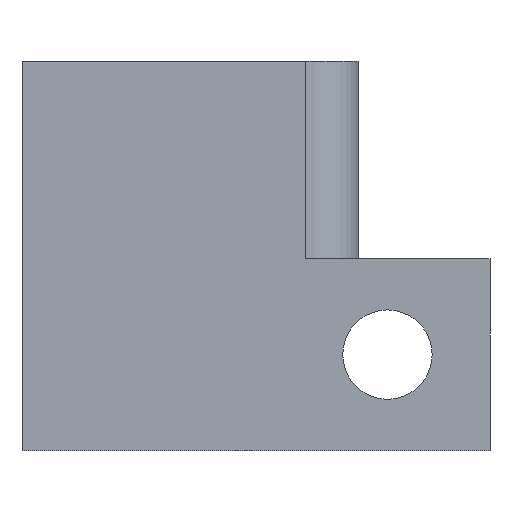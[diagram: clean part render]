
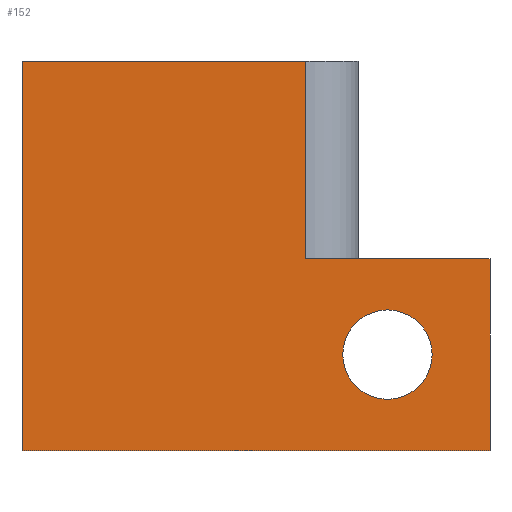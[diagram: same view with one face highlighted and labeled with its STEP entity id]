
A CAD part, left-side view. The second image highlights one B-rep face of the part: STEP entity #152.
In plain terms, the highlighted planar face has unit normal (-1, 0, 0).
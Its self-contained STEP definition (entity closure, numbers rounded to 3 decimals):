
#7 = DIRECTION ( 'NONE',  ( 0., 0., 1. ) ) ;
#8 = EDGE_CURVE ( 'NONE', #372, #188, #35, .T. ) ;
#12 = EDGE_CURVE ( 'NONE', #196, #178, #424, .T. ) ;
#13 = FACE_OUTER_BOUND ( 'NONE', #225, .T. ) ;
#18 = EDGE_LOOP ( 'NONE', ( #166, #299 ) ) ;
#34 = LINE ( 'NONE', #169, #71 ) ;
#35 = LINE ( 'NONE', #278, #95 ) ;
#37 = DIRECTION ( 'NONE',  ( 1., 0., 0. ) ) ;
#41 = CARTESIAN_POINT ( 'NONE',  ( 0., 0.1, 7.4 ) ) ;
#42 = FACE_BOUND ( 'NONE', #18, .T. ) ;
#43 = EDGE_CURVE ( 'NONE', #435, #188, #305, .T. ) ;
#47 = DIRECTION ( 'NONE',  ( 0., 0., -1. ) ) ;
#51 = LINE ( 'NONE', #91, #282 ) ;
#71 = VECTOR ( 'NONE', #443, 1000. ) ;
#75 = ORIENTED_EDGE ( 'NONE', *, *, #273, .F. ) ;
#80 = AXIS2_PLACEMENT_3D ( 'NONE', #244, #379, #47 ) ;
#83 = DIRECTION ( 'NONE',  ( 1., 0., 0. ) ) ;
#91 = CARTESIAN_POINT ( 'NONE',  ( 0., -4.9, 0.1 ) ) ;
#94 = ORIENTED_EDGE ( 'NONE', *, *, #410, .F. ) ;
#95 = VECTOR ( 'NONE', #7, 1000. ) ;
#99 = DIRECTION ( 'NONE',  ( 0., 0., 1. ) ) ;
#105 = ORIENTED_EDGE ( 'NONE', *, *, #416, .F. ) ;
#111 = CIRCLE ( 'NONE', #364, 1.7 ) ;
#112 = CARTESIAN_POINT ( 'NONE',  ( 0., -1., 2.05 ) ) ;
#136 = DIRECTION ( 'NONE',  ( 0., -1., 0. ) ) ;
#145 = PLANE ( 'NONE',  #80 ) ;
#147 = EDGE_CURVE ( 'NONE', #372, #397, #420, .T. ) ;
#152 = ADVANCED_FACE ( 'NONE', ( #42, #13 ), #145, .F. ) ;
#160 = VERTEX_POINT ( 'NONE', #348 ) ;
#166 = ORIENTED_EDGE ( 'NONE', *, *, #337, .T. ) ;
#169 = CARTESIAN_POINT ( 'NONE',  ( 0., -4.9, 7.4 ) ) ;
#178 = VERTEX_POINT ( 'NONE', #112 ) ;
#179 = CARTESIAN_POINT ( 'NONE',  ( 0., 2.1, 14.9 ) ) ;
#187 = CARTESIAN_POINT ( 'NONE',  ( 0., -1., 5.45 ) ) ;
#188 = VERTEX_POINT ( 'NONE', #179 ) ;
#196 = VERTEX_POINT ( 'NONE', #187 ) ;
#208 = ORIENTED_EDGE ( 'NONE', *, *, #8, .T. ) ;
#219 = DIRECTION ( 'NONE',  ( 0., 0., -1. ) ) ;
#225 = EDGE_LOOP ( 'NONE', ( #444, #208, #262, #94, #75, #105 ) ) ;
#227 = DIRECTION ( 'NONE',  ( 0., 1., 0. ) ) ;
#231 = VECTOR ( 'NONE', #425, 1000. ) ;
#236 = DIRECTION ( 'NONE',  ( 0., 0., -1. ) ) ;
#242 = VERTEX_POINT ( 'NONE', #365 ) ;
#244 = CARTESIAN_POINT ( 'NONE',  ( 0., 0., 0. ) ) ;
#262 = ORIENTED_EDGE ( 'NONE', *, *, #43, .F. ) ;
#273 = EDGE_CURVE ( 'NONE', #160, #242, #51, .T. ) ;
#277 = AXIS2_PLACEMENT_3D ( 'NONE', #377, #37, #236 ) ;
#278 = CARTESIAN_POINT ( 'NONE',  ( 0., 2.1, 14.9 ) ) ;
#282 = VECTOR ( 'NONE', #227, 1000. ) ;
#283 = VECTOR ( 'NONE', #99, 1000. ) ;
#299 = ORIENTED_EDGE ( 'NONE', *, *, #12, .T. ) ;
#303 = CARTESIAN_POINT ( 'NONE',  ( 0., -4.9, 7.4 ) ) ;
#305 = LINE ( 'NONE', #447, #383 ) ;
#332 = CARTESIAN_POINT ( 'NONE',  ( 0., -1., 3.75 ) ) ;
#334 = CARTESIAN_POINT ( 'NONE',  ( 0., 12.9, 14.9 ) ) ;
#337 = EDGE_CURVE ( 'NONE', #178, #196, #111, .T. ) ;
#348 = CARTESIAN_POINT ( 'NONE',  ( 0., -4.9, 0.1 ) ) ;
#364 = AXIS2_PLACEMENT_3D ( 'NONE', #332, #83, #219 ) ;
#365 = CARTESIAN_POINT ( 'NONE',  ( 0., 12.9, 0.1 ) ) ;
#368 = CARTESIAN_POINT ( 'NONE',  ( 0., 12.9, 0.1 ) ) ;
#372 = VERTEX_POINT ( 'NONE', #374 ) ;
#374 = CARTESIAN_POINT ( 'NONE',  ( 0., 2.1, 7.4 ) ) ;
#377 = CARTESIAN_POINT ( 'NONE',  ( 0., -1., 3.75 ) ) ;
#379 = DIRECTION ( 'NONE',  ( 1., 0., 0. ) ) ;
#383 = VECTOR ( 'NONE', #136, 1000. ) ;
#397 = VERTEX_POINT ( 'NONE', #303 ) ;
#410 = EDGE_CURVE ( 'NONE', #242, #435, #445, .T. ) ;
#416 = EDGE_CURVE ( 'NONE', #397, #160, #34, .T. ) ;
#420 = LINE ( 'NONE', #41, #231 ) ;
#424 = CIRCLE ( 'NONE', #277, 1.7 ) ;
#425 = DIRECTION ( 'NONE',  ( 0., -1., 0. ) ) ;
#435 = VERTEX_POINT ( 'NONE', #334 ) ;
#443 = DIRECTION ( 'NONE',  ( 0., 0., -1. ) ) ;
#444 = ORIENTED_EDGE ( 'NONE', *, *, #147, .F. ) ;
#445 = LINE ( 'NONE', #368, #283 ) ;
#447 = CARTESIAN_POINT ( 'NONE',  ( 0., 12.9, 14.9 ) ) ;
